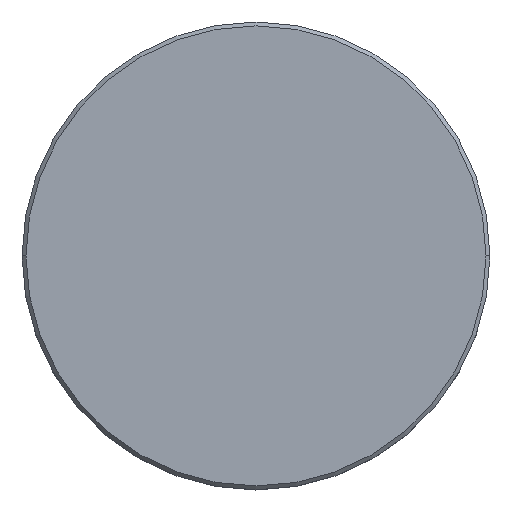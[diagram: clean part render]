
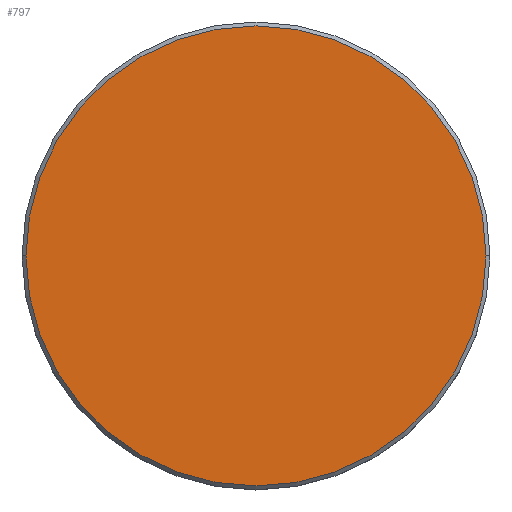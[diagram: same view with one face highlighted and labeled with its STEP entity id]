
A CAD part, top view. The second image highlights one B-rep face of the part: STEP entity #797.
In plain terms, the highlighted planar face has unit normal (0, 0, 1).
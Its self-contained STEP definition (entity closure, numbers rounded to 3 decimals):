
#73 = CARTESIAN_POINT ( 'NONE',  ( -29.5, 0., 0. ) ) ;
#100 = FACE_OUTER_BOUND ( 'NONE', #1092, .T. ) ;
#126 = DIRECTION ( 'NONE',  ( 1., 0., 0. ) ) ;
#212 = EDGE_CURVE ( 'NONE', #508, #390, #960, .T. ) ;
#215 = DIRECTION ( 'NONE',  ( 0., 0., 1. ) ) ;
#240 = CIRCLE ( 'NONE', #889, 29.5 ) ;
#253 = CARTESIAN_POINT ( 'NONE',  ( 29.5, 0., 0. ) ) ;
#295 = AXIS2_PLACEMENT_3D ( 'NONE', #462, #444, #794 ) ;
#338 = ORIENTED_EDGE ( 'NONE', *, *, #212, .T. ) ;
#351 = AXIS2_PLACEMENT_3D ( 'NONE', #727, #215, #556 ) ;
#390 = VERTEX_POINT ( 'NONE', #253 ) ;
#444 = DIRECTION ( 'NONE',  ( 0., 0., 1. ) ) ;
#462 = CARTESIAN_POINT ( 'NONE',  ( 0., 0., 0. ) ) ;
#508 = VERTEX_POINT ( 'NONE', #73 ) ;
#556 = DIRECTION ( 'NONE',  ( 1., 0., 0. ) ) ;
#648 = PLANE ( 'NONE',  #351 ) ;
#727 = CARTESIAN_POINT ( 'NONE',  ( 0., 0., 0. ) ) ;
#741 = EDGE_CURVE ( 'NONE', #390, #508, #240, .T. ) ;
#794 = DIRECTION ( 'NONE',  ( 1., 0., 0. ) ) ;
#797 = ADVANCED_FACE ( 'NONE', ( #100 ), #648, .T. ) ;
#889 = AXIS2_PLACEMENT_3D ( 'NONE', #1144, #1136, #126 ) ;
#960 = CIRCLE ( 'NONE', #295, 29.5 ) ;
#1092 = EDGE_LOOP ( 'NONE', ( #338, #1106 ) ) ;
#1106 = ORIENTED_EDGE ( 'NONE', *, *, #741, .T. ) ;
#1136 = DIRECTION ( 'NONE',  ( 0., 0., 1. ) ) ;
#1144 = CARTESIAN_POINT ( 'NONE',  ( 0., 0., 0. ) ) ;
